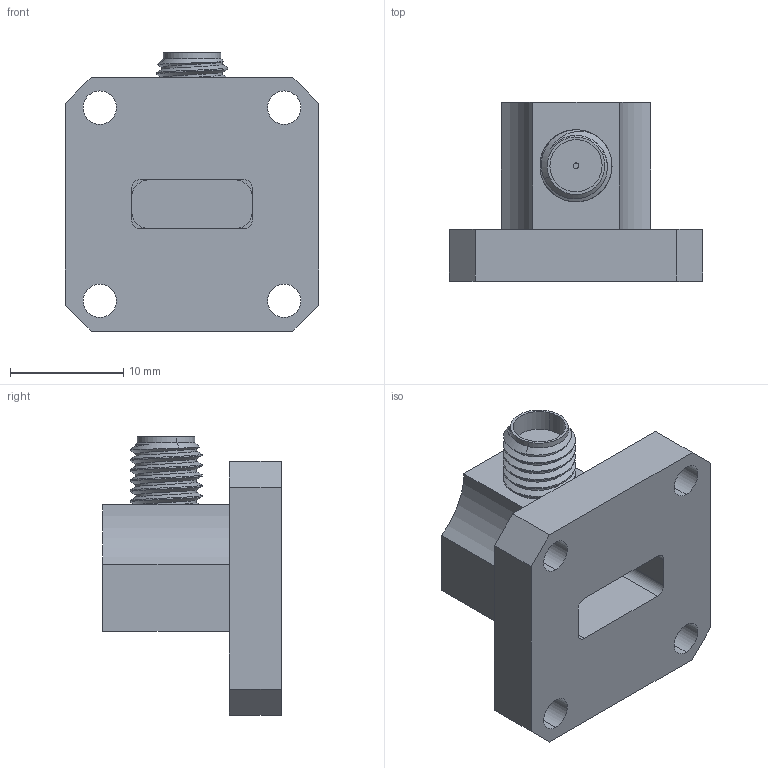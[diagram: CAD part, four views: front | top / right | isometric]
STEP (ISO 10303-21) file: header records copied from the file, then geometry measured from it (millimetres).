
FILE_DESCRIPTION (( 'STEP AP214' ), '1' );
FILE_NAME ('42CA1289.STEP', '2023-02-21T21:41:40', ( '' ), ( '' ), 'SwSTEP 2.0', 'SolidWorks 2022', '' );
FILE_SCHEMA (( 'AUTOMOTIVE_DESIGN' ));
Length unit declared in the file: inch
Products named in the file (3): 1020-02SF; 042020; 42CA1289
Assembly tree (2 placements, depth 2):
  42CA1289
    042020
    1020-02SF
Bounding box: 22.35 x 15.75 x 24.51 mm (x, y, z)
Volume: 3058.9 mm3; surface area: 2835.9 mm2
Topology: 2 solids, 2 shells, 107 faces, 287 edges, 190 vertices
Faces by surface type: cylinder 59, plane 35, cone 7, bspline 6
Entity records: 7739 total; most frequent: CARTESIAN_POINT 5040, ORIENTED_EDGE 574, DIRECTION 484, EDGE_CURVE 287, VERTEX_POINT 190, AXIS2_PLACEMENT_3D 174, VECTOR 136, LINE 136
